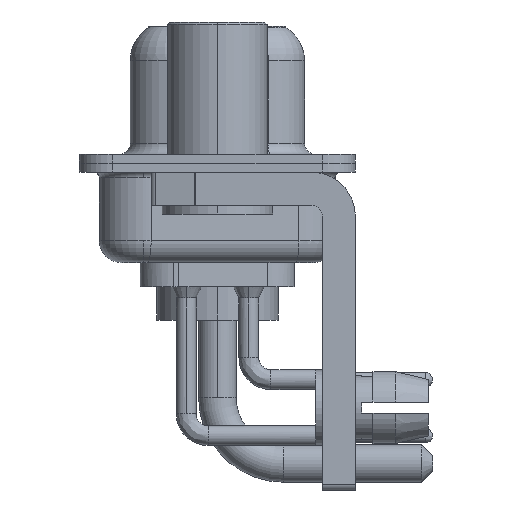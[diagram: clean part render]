
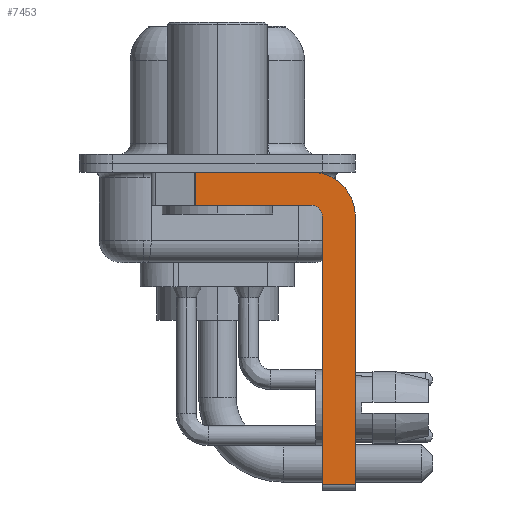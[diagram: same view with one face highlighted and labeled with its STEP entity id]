
A CAD part, left-side view. The second image highlights one B-rep face of the part: STEP entity #7453.
In plain terms, the highlighted planar face has unit normal (-1, 0, 0).
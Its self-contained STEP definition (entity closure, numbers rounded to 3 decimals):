
#434 = CARTESIAN_POINT ( 'NONE',  ( -2.9, -4.75, -14.55 ) ) ;
#618 = CARTESIAN_POINT ( 'NONE',  ( -2.9, -4.25, -2.4 ) ) ;
#910 = DIRECTION ( 'NONE',  ( 0., 0., 1. ) ) ;
#1572 = CARTESIAN_POINT ( 'NONE',  ( -2.9, 0.978, -0.4 ) ) ;
#1964 = ORIENTED_EDGE ( 'NONE', *, *, #14788, .F. ) ;
#2297 = AXIS2_PLACEMENT_3D ( 'NONE', #618, #7479, #12898 ) ;
#2603 = DIRECTION ( 'NONE',  ( 0., -1., 0. ) ) ;
#3295 = CARTESIAN_POINT ( 'NONE',  ( -2.9, -6.25, -2.4 ) ) ;
#3422 = ORIENTED_EDGE ( 'NONE', *, *, #15056, .T. ) ;
#3707 = DIRECTION ( 'NONE',  ( 0., 0., -1. ) ) ;
#3792 = CARTESIAN_POINT ( 'NONE',  ( -2.9, -4.25, -1.9 ) ) ;
#4058 = LINE ( 'NONE', #4279, #16403 ) ;
#4063 = CARTESIAN_POINT ( 'NONE',  ( -2.9, -4.75, -2.4 ) ) ;
#4117 = ORIENTED_EDGE ( 'NONE', *, *, #14721, .T. ) ;
#4237 = AXIS2_PLACEMENT_3D ( 'NONE', #17952, #13263, #9862 ) ;
#4279 = CARTESIAN_POINT ( 'NONE',  ( -2.9, -4.25, -14.55 ) ) ;
#4353 = VERTEX_POINT ( 'NONE', #12132 ) ;
#4436 = EDGE_CURVE ( 'NONE', #4353, #12421, #13453, .T. ) ;
#5053 = ORIENTED_EDGE ( 'NONE', *, *, #6299, .F. ) ;
#5460 = VERTEX_POINT ( 'NONE', #7813 ) ;
#5777 = CARTESIAN_POINT ( 'NONE',  ( -2.9, -6.25, -2.4 ) ) ;
#6161 = FACE_OUTER_BOUND ( 'NONE', #19752, .T. ) ;
#6299 = EDGE_CURVE ( 'NONE', #12421, #8032, #15892, .T. ) ;
#6585 = EDGE_CURVE ( 'NONE', #7078, #4353, #22059, .T. ) ;
#6733 = CIRCLE ( 'NONE', #19278, 0.5 ) ;
#6803 = ORIENTED_EDGE ( 'NONE', *, *, #13547, .F. ) ;
#7078 = VERTEX_POINT ( 'NONE', #1572 ) ;
#7099 = VECTOR ( 'NONE', #3707, 1000. ) ;
#7453 = ADVANCED_FACE ( 'NONE', ( #6161 ), #14921, .F. ) ;
#7479 = DIRECTION ( 'NONE',  ( 1., 0., 0. ) ) ;
#7813 = CARTESIAN_POINT ( 'NONE',  ( -2.9, -4.25, -1.9 ) ) ;
#8032 = VERTEX_POINT ( 'NONE', #16572 ) ;
#8520 = LINE ( 'NONE', #15402, #16547 ) ;
#8662 = CARTESIAN_POINT ( 'NONE',  ( -2.9, 3., -0.4 ) ) ;
#9450 = CARTESIAN_POINT ( 'NONE',  ( -2.9, -4.25, -2.4 ) ) ;
#9471 = ORIENTED_EDGE ( 'NONE', *, *, #4436, .F. ) ;
#9685 = ORIENTED_EDGE ( 'NONE', *, *, #6585, .F. ) ;
#9862 = DIRECTION ( 'NONE',  ( 0., 0., -1. ) ) ;
#10143 = DIRECTION ( 'NONE',  ( 0., -1., 0. ) ) ;
#10336 = DIRECTION ( 'NONE',  ( 0., 0., 1. ) ) ;
#12082 = VECTOR ( 'NONE', #21108, 1000. ) ;
#12132 = CARTESIAN_POINT ( 'NONE',  ( -2.9, -4.25, -0.4 ) ) ;
#12233 = VERTEX_POINT ( 'NONE', #4063 ) ;
#12421 = VERTEX_POINT ( 'NONE', #3295 ) ;
#12435 = DIRECTION ( 'NONE',  ( 0., 0., -1. ) ) ;
#12898 = DIRECTION ( 'NONE',  ( 0., 0., -1. ) ) ;
#13263 = DIRECTION ( 'NONE',  ( 1., 0., 0. ) ) ;
#13453 = CIRCLE ( 'NONE', #2297, 2. ) ;
#13547 = EDGE_CURVE ( 'NONE', #5460, #13780, #19191, .T. ) ;
#13780 = VERTEX_POINT ( 'NONE', #16249 ) ;
#14721 = EDGE_CURVE ( 'NONE', #21561, #8032, #4058, .T. ) ;
#14788 = EDGE_CURVE ( 'NONE', #12233, #5460, #6733, .T. ) ;
#14921 = PLANE ( 'NONE',  #4237 ) ;
#15056 = EDGE_CURVE ( 'NONE', #7078, #13780, #17307, .T. ) ;
#15402 = CARTESIAN_POINT ( 'NONE',  ( -2.9, -4.75, -14.8 ) ) ;
#15844 = CARTESIAN_POINT ( 'NONE',  ( -2.9, 0.978, -1.9 ) ) ;
#15892 = LINE ( 'NONE', #5777, #16119 ) ;
#16119 = VECTOR ( 'NONE', #12435, 1000. ) ;
#16249 = CARTESIAN_POINT ( 'NONE',  ( -2.9, 0.978, -1.9 ) ) ;
#16403 = VECTOR ( 'NONE', #2603, 1000. ) ;
#16547 = VECTOR ( 'NONE', #10336, 1000. ) ;
#16572 = CARTESIAN_POINT ( 'NONE',  ( -2.9, -6.25, -14.55 ) ) ;
#17307 = LINE ( 'NONE', #15844, #7099 ) ;
#17882 = DIRECTION ( 'NONE',  ( -1., 0., 0. ) ) ;
#17921 = ORIENTED_EDGE ( 'NONE', *, *, #20253, .F. ) ;
#17952 = CARTESIAN_POINT ( 'NONE',  ( -2.9, -4.25, -2.4 ) ) ;
#19191 = LINE ( 'NONE', #3792, #12082 ) ;
#19278 = AXIS2_PLACEMENT_3D ( 'NONE', #9450, #17882, #910 ) ;
#19752 = EDGE_LOOP ( 'NONE', ( #9685, #3422, #6803, #1964, #17921, #4117, #5053, #9471 ) ) ;
#20253 = EDGE_CURVE ( 'NONE', #21561, #12233, #8520, .T. ) ;
#20765 = VECTOR ( 'NONE', #10143, 1000. ) ;
#21108 = DIRECTION ( 'NONE',  ( 0., 1., 0. ) ) ;
#21561 = VERTEX_POINT ( 'NONE', #434 ) ;
#22059 = LINE ( 'NONE', #8662, #20765 ) ;
